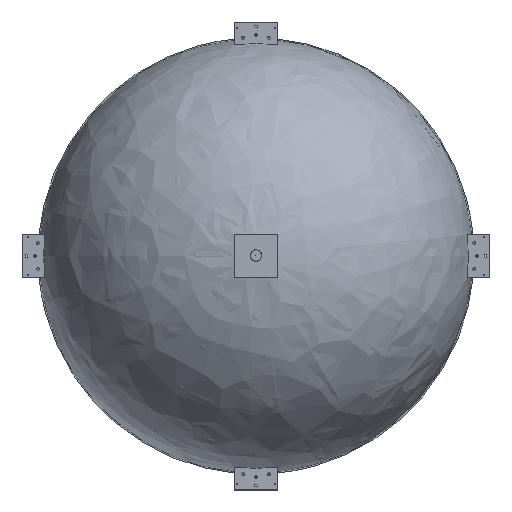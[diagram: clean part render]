
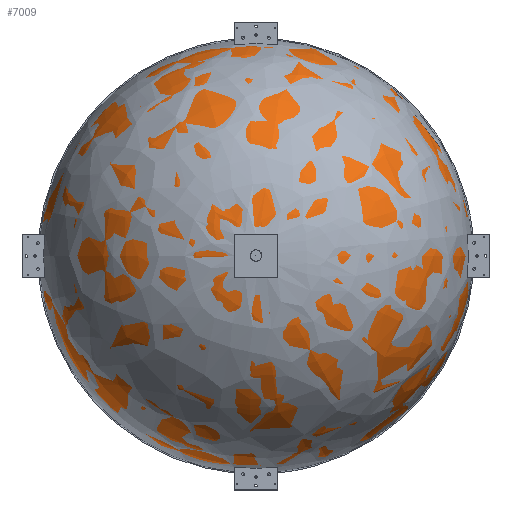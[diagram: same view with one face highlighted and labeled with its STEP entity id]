
A CAD part, top view. The second image highlights one B-rep face of the part: STEP entity #7009.
In plain terms, the highlighted free-form (B-spline) face has degree [2, 2] with [7, 3] control points.
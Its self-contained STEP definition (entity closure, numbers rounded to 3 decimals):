
#6957 = EDGE_CURVE('',#6958,#6960,#6962,.T.);
#6958 = VERTEX_POINT('',#6959);
#6959 = CARTESIAN_POINT('',(-1114.26,1114.26,
    0.));
#6960 = VERTEX_POINT('',#6961);
#6961 = CARTESIAN_POINT('',(1114.26,1114.26,
    0.));
#6962 = ( BOUNDED_CURVE() B_SPLINE_CURVE(2,(#6963,#6964,#6965,#6966,
#6967),.UNSPECIFIED.,.F.,.F.) B_SPLINE_CURVE_WITH_KNOTS((3,2,3),(0.,
1.571,3.142),.PIECEWISE_BEZIER_KNOTS.) CURVE() 
GEOMETRIC_REPRESENTATION_ITEM() RATIONAL_B_SPLINE_CURVE((1.,
0.707,1.,0.707,1.)) REPRESENTATION_ITEM('') );
#6963 = CARTESIAN_POINT('',(-1114.26,1114.26,
    0.));
#6964 = CARTESIAN_POINT('',(-1114.26,0.,0.));
#6965 = CARTESIAN_POINT('',(0.,0.,0.));
#6966 = CARTESIAN_POINT('',(1114.26,0.,
    0.));
#6967 = CARTESIAN_POINT('',(1114.26,1114.26,
    0.));
#6969 = EDGE_CURVE('',#6960,#6958,#6970,.T.);
#6970 = ( BOUNDED_CURVE() B_SPLINE_CURVE(2,(#6971,#6972,#6973,#6974,
#6975),.UNSPECIFIED.,.F.,.F.) B_SPLINE_CURVE_WITH_KNOTS((3,2,3),(
    3.142,4.712,6.283),
.PIECEWISE_BEZIER_KNOTS.) CURVE() GEOMETRIC_REPRESENTATION_ITEM() 
RATIONAL_B_SPLINE_CURVE((1.,0.707,1.,0.707,1.)) 
REPRESENTATION_ITEM('') );
#6971 = CARTESIAN_POINT('',(1114.26,1114.26,
    0.));
#6972 = CARTESIAN_POINT('',(1114.26,2228.519,
    0.));
#6973 = CARTESIAN_POINT('',(0.,2228.519,
    0.));
#6974 = CARTESIAN_POINT('',(-1114.26,2228.519,
    0.));
#6975 = CARTESIAN_POINT('',(-1114.26,1114.26,
    0.));
#7009 = ADVANCED_FACE('',(#7010),#7029,.F.);
#7010 = FACE_BOUND('',#7011,.F.);
#7011 = EDGE_LOOP('',(#7012,#7013,#7014,#7028));
#7012 = ORIENTED_EDGE('',*,*,#6969,.T.);
#7013 = ORIENTED_EDGE('',*,*,#6957,.T.);
#7014 = ORIENTED_EDGE('',*,*,#7015,.F.);
#7015 = EDGE_CURVE('',#7016,#6960,#7018,.T.);
#7016 = VERTEX_POINT('',#7017);
#7017 = CARTESIAN_POINT('',(0.,1114.26,
    1114.26));
#7018 = B_SPLINE_CURVE_WITH_KNOTS('',8,(#7019,#7020,#7021,#7022,#7023,
    #7024,#7025,#7026,#7027),.UNSPECIFIED.,.F.,.F.,(9,9),(
    -1.571,0.),.PIECEWISE_BEZIER_KNOTS.);
#7019 = CARTESIAN_POINT('',(0.,1114.26,
    1114.26));
#7020 = CARTESIAN_POINT('',(218.784,1114.26,
    1114.26));
#7021 = CARTESIAN_POINT('',(437.569,1114.26,
    1065.164));
#7022 = CARTESIAN_POINT('',(643.5,1114.26,
    966.975));
#7023 = CARTESIAN_POINT('',(823.726,1114.26,
    823.726));
#7024 = CARTESIAN_POINT('',(966.975,1114.26,
    643.5));
#7025 = CARTESIAN_POINT('',(1065.164,1114.26,
    437.569));
#7026 = CARTESIAN_POINT('',(1114.26,1114.26,
    218.784));
#7027 = CARTESIAN_POINT('',(1114.26,1114.26,
    0.));
#7028 = ORIENTED_EDGE('',*,*,#7015,.T.);
#7029 = ( BOUNDED_SURFACE() B_SPLINE_SURFACE(2,2,(
    (#7030,#7031,#7032)
    ,(#7033,#7034,#7035)
    ,(#7036,#7037,#7038)
    ,(#7039,#7040,#7041)
    ,(#7042,#7043,#7044)
    ,(#7045,#7046,#7047)
    ,(#7048,#7049,#7050
)),.UNSPECIFIED.,.T.,.F.,.F.) B_SPLINE_SURFACE_WITH_KNOTS((1,2,2,2,2,1),
  (3,3),(-2.094,0.,2.094,4.189,6.283,
    8.378),(-1.571,0.),.UNSPECIFIED.) 
GEOMETRIC_REPRESENTATION_ITEM() RATIONAL_B_SPLINE_SURFACE((
    (1.,0.707,1.)
    ,(0.5,0.354,0.5)
    ,(1.,0.707,1.)
    ,(0.5,0.354,0.5)
    ,(1.,0.707,1.)
    ,(0.5,0.354,0.5)
,(1.,0.707,1.))) REPRESENTATION_ITEM('') SURFACE() );
#7030 = CARTESIAN_POINT('',(0.,1114.26,
    1114.26));
#7031 = CARTESIAN_POINT('',(1114.26,1114.26,
    1114.26));
#7032 = CARTESIAN_POINT('',(1114.26,1114.26,
    0.));
#7033 = CARTESIAN_POINT('',(0.,1114.26,
    1114.26));
#7034 = CARTESIAN_POINT('',(1114.26,-815.695,
    1114.26));
#7035 = CARTESIAN_POINT('',(1114.26,-815.695,
    0.));
#7036 = CARTESIAN_POINT('',(0.,1114.26,
    1114.26));
#7037 = CARTESIAN_POINT('',(-557.13,149.282,
    1114.26));
#7038 = CARTESIAN_POINT('',(-557.13,149.282,
    0.));
#7039 = CARTESIAN_POINT('',(0.,1114.26,
    1114.26));
#7040 = CARTESIAN_POINT('',(-2228.519,1114.26,
    1114.26));
#7041 = CARTESIAN_POINT('',(-2228.519,1114.26,
    0.));
#7042 = CARTESIAN_POINT('',(0.,1114.26,
    1114.26));
#7043 = CARTESIAN_POINT('',(-557.13,2079.237,
    1114.26));
#7044 = CARTESIAN_POINT('',(-557.13,2079.237,
    0.));
#7045 = CARTESIAN_POINT('',(0.,1114.26,
    1114.26));
#7046 = CARTESIAN_POINT('',(1114.26,3044.214,
    1114.26));
#7047 = CARTESIAN_POINT('',(1114.26,3044.214,
    0.));
#7048 = CARTESIAN_POINT('',(0.,1114.26,
    1114.26));
#7049 = CARTESIAN_POINT('',(1114.26,1114.26,
    1114.26));
#7050 = CARTESIAN_POINT('',(1114.26,1114.26,
    0.));
